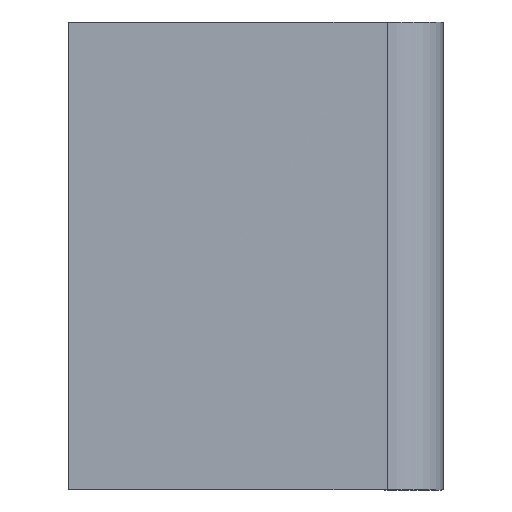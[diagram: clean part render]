
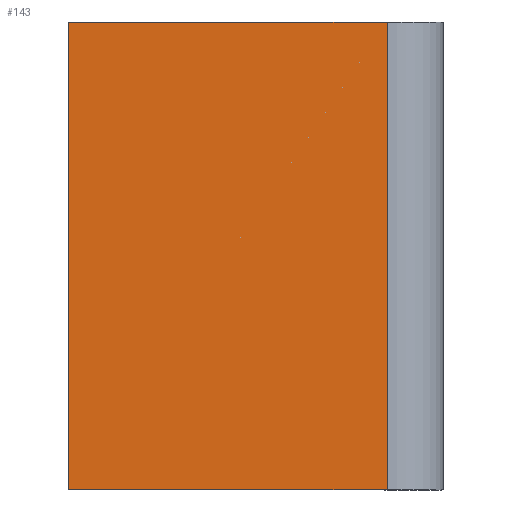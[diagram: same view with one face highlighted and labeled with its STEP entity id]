
A CAD part, front view. The second image highlights one B-rep face of the part: STEP entity #143.
In plain terms, the highlighted planar face has unit normal (0, -1, 0).
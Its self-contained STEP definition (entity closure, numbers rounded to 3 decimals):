
#23=PLANE('',#170);
#34=FACE_OUTER_BOUND('',#44,.T.);
#44=EDGE_LOOP('',(#121,#122,#123,#124));
#51=LINE('',#278,#58);
#52=LINE('',#284,#59);
#54=LINE('',#292,#61);
#55=LINE('',#293,#62);
#58=VECTOR('',#184,10.);
#59=VECTOR('',#191,10.);
#61=VECTOR('',#201,10.);
#62=VECTOR('',#202,10.);
#75=VERTEX_POINT('',#258);
#76=VERTEX_POINT('',#277);
#78=VERTEX_POINT('',#283);
#80=VERTEX_POINT('',#291);
#89=EDGE_CURVE('',#75,#76,#51,.T.);
#92=EDGE_CURVE('',#76,#78,#52,.T.);
#96=EDGE_CURVE('',#80,#75,#54,.T.);
#97=EDGE_CURVE('',#78,#80,#55,.T.);
#121=ORIENTED_EDGE('',*,*,#92,.F.);
#122=ORIENTED_EDGE('',*,*,#89,.F.);
#123=ORIENTED_EDGE('',*,*,#96,.F.);
#124=ORIENTED_EDGE('',*,*,#97,.F.);
#143=ADVANCED_FACE('',(#34),#23,.T.);
#170=AXIS2_PLACEMENT_3D('',#290,#199,#200);
#184=DIRECTION('',(1.,0.,0.));
#191=DIRECTION('',(0.,0.,-1.));
#199=DIRECTION('center_axis',(0.,-1.,0.));
#200=DIRECTION('ref_axis',(1.,0.,0.));
#201=DIRECTION('',(0.,0.,1.));
#202=DIRECTION('',(-1.,0.,0.));
#258=CARTESIAN_POINT('',(-40.,0.,50.));
#277=CARTESIAN_POINT('',(-6.,0.,50.));
#278=CARTESIAN_POINT('',(0.,0.,50.));
#283=CARTESIAN_POINT('',(-6.,0.,0.));
#284=CARTESIAN_POINT('',(-6.,0.,0.));
#290=CARTESIAN_POINT('Origin',(-40.,0.,0.));
#291=CARTESIAN_POINT('',(-40.,0.,0.));
#292=CARTESIAN_POINT('',(-40.,0.,0.));
#293=CARTESIAN_POINT('',(0.,0.,0.));
